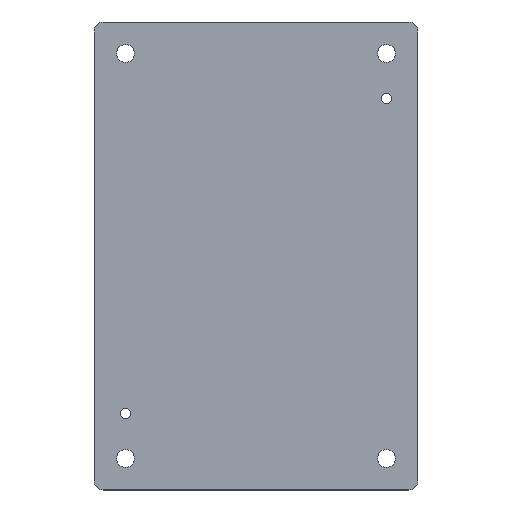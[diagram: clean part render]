
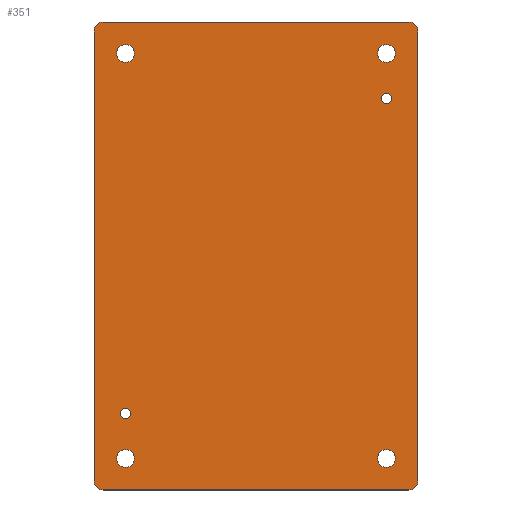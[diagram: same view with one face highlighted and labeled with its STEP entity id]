
A CAD part, top view. The second image highlights one B-rep face of the part: STEP entity #351.
In plain terms, the highlighted planar face has unit normal (0, 0, 1).
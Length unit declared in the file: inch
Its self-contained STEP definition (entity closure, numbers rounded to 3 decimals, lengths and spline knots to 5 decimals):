
#1 = ORIENTED_EDGE ( 'NONE', *, *, #372, .T. ) ;
#3 = AXIS2_PLACEMENT_3D ( 'NONE', #179, #537, #494 ) ;
#14 = CARTESIAN_POINT ( 'NONE',  ( 3.875, -5.625, 0. ) ) ;
#15 = CIRCLE ( 'NONE', #222, 0.25 ) ;
#20 = PLANE ( 'NONE',  #567 ) ;
#32 = LINE ( 'NONE', #130, #141 ) ;
#42 = DIRECTION ( 'NONE',  ( 0., 0., -1. ) ) ;
#47 = DIRECTION ( 'NONE',  ( 1., 0., 0. ) ) ;
#49 = CARTESIAN_POINT ( 'NONE',  ( -4.5, 6.25, 0. ) ) ;
#50 = AXIS2_PLACEMENT_3D ( 'NONE', #319, #405, #140 ) ;
#58 = EDGE_CURVE ( 'NONE', #156, #156, #386, .T. ) ;
#63 = ORIENTED_EDGE ( 'NONE', *, *, #503, .T. ) ;
#72 = DIRECTION ( 'NONE',  ( 0., 0., -1. ) ) ;
#73 = DIRECTION ( 'NONE',  ( 0., 0., 1. ) ) ;
#75 = EDGE_CURVE ( 'NONE', #475, #475, #451, .T. ) ;
#80 = ORIENTED_EDGE ( 'NONE', *, *, #509, .T. ) ;
#82 = EDGE_CURVE ( 'NONE', #555, #555, #411, .T. ) ;
#86 = CARTESIAN_POINT ( 'NONE',  ( 4.25, -6.5, 0. ) ) ;
#87 = CARTESIAN_POINT ( 'NONE',  ( -4.5, 0., 0. ) ) ;
#93 = EDGE_LOOP ( 'NONE', ( #498 ) ) ;
#109 = VERTEX_POINT ( 'NONE', #519 ) ;
#113 = CARTESIAN_POINT ( 'NONE',  ( -4.25, -6.5, 0. ) ) ;
#120 = EDGE_LOOP ( 'NONE', ( #520 ) ) ;
#122 = FACE_BOUND ( 'NONE', #472, .T. ) ;
#126 = EDGE_LOOP ( 'NONE', ( #174 ) ) ;
#128 = CARTESIAN_POINT ( 'NONE',  ( 4.5, -6.25, 0. ) ) ;
#130 = CARTESIAN_POINT ( 'NONE',  ( 0., 6.5, 0. ) ) ;
#134 = DIRECTION ( 'NONE',  ( 1., 0., 0. ) ) ;
#135 = DIRECTION ( 'NONE',  ( 1., 0., 0. ) ) ;
#139 = AXIS2_PLACEMENT_3D ( 'NONE', #295, #72, #135 ) ;
#140 = DIRECTION ( 'NONE',  ( 1., 0., 0. ) ) ;
#141 = VECTOR ( 'NONE', #214, 39.37008 ) ;
#148 = EDGE_CURVE ( 'NONE', #160, #160, #406, .T. ) ;
#151 = AXIS2_PLACEMENT_3D ( 'NONE', #226, #42, #363 ) ;
#152 = CARTESIAN_POINT ( 'NONE',  ( 4.5, 0., 0. ) ) ;
#155 = DIRECTION ( 'NONE',  ( 1., 0., 0. ) ) ;
#156 = VERTEX_POINT ( 'NONE', #335 ) ;
#157 = ORIENTED_EDGE ( 'NONE', *, *, #246, .T. ) ;
#160 = VERTEX_POINT ( 'NONE', #430 ) ;
#161 = VERTEX_POINT ( 'NONE', #276 ) ;
#163 = LINE ( 'NONE', #209, #356 ) ;
#173 = VECTOR ( 'NONE', #445, 39.37008 ) ;
#174 = ORIENTED_EDGE ( 'NONE', *, *, #82, .T. ) ;
#176 = DIRECTION ( 'NONE',  ( 1., 0., 0. ) ) ;
#178 = DIRECTION ( 'NONE',  ( 0., 0., 1. ) ) ;
#179 = CARTESIAN_POINT ( 'NONE',  ( -3.625, -5.625, 0. ) ) ;
#181 = EDGE_CURVE ( 'NONE', #381, #516, #15, .T. ) ;
#183 = EDGE_LOOP ( 'NONE', ( #80, #274, #157, #63, #575, #423, #253, #1 ) ) ;
#185 = CIRCLE ( 'NONE', #210, 0.25 ) ;
#196 = CIRCLE ( 'NONE', #277, 0.1405 ) ;
#198 = FACE_BOUND ( 'NONE', #93, .T. ) ;
#205 = EDGE_LOOP ( 'NONE', ( #565 ) ) ;
#206 = DIRECTION ( 'NONE',  ( 1., 0., 0. ) ) ;
#208 = VERTEX_POINT ( 'NONE', #86 ) ;
#209 = CARTESIAN_POINT ( 'NONE',  ( 0., -6.5, 0. ) ) ;
#210 = AXIS2_PLACEMENT_3D ( 'NONE', #313, #178, #134 ) ;
#212 = EDGE_CURVE ( 'NONE', #109, #109, #444, .T. ) ;
#214 = DIRECTION ( 'NONE',  ( -1., 0., 0. ) ) ;
#222 = AXIS2_PLACEMENT_3D ( 'NONE', #403, #311, #176 ) ;
#223 = DIRECTION ( 'NONE',  ( 1., 0., 0. ) ) ;
#226 = CARTESIAN_POINT ( 'NONE',  ( 3.625, -5.625, 0. ) ) ;
#237 = VERTEX_POINT ( 'NONE', #49 ) ;
#242 = CARTESIAN_POINT ( 'NONE',  ( 3.875, 5.625, 0. ) ) ;
#246 = EDGE_CURVE ( 'NONE', #516, #208, #163, .T. ) ;
#253 = ORIENTED_EDGE ( 'NONE', *, *, #462, .T. ) ;
#262 = ORIENTED_EDGE ( 'NONE', *, *, #58, .T. ) ;
#268 = AXIS2_PLACEMENT_3D ( 'NONE', #308, #269, #223 ) ;
#269 = DIRECTION ( 'NONE',  ( 0., 0., 1. ) ) ;
#274 = ORIENTED_EDGE ( 'NONE', *, *, #181, .T. ) ;
#276 = CARTESIAN_POINT ( 'NONE',  ( -4.25, 6.5, 0. ) ) ;
#277 = AXIS2_PLACEMENT_3D ( 'NONE', #389, #417, #206 ) ;
#282 = AXIS2_PLACEMENT_3D ( 'NONE', #443, #315, #47 ) ;
#291 = CARTESIAN_POINT ( 'NONE',  ( 4.25, 6.25, 0. ) ) ;
#294 = EDGE_CURVE ( 'NONE', #468, #427, #425, .T. ) ;
#295 = CARTESIAN_POINT ( 'NONE',  ( -3.625, -4.375, 0. ) ) ;
#299 = ORIENTED_EDGE ( 'NONE', *, *, #75, .T. ) ;
#300 = FACE_BOUND ( 'NONE', #333, .T. ) ;
#305 = EDGE_CURVE ( 'NONE', #332, #332, #196, .T. ) ;
#308 = CARTESIAN_POINT ( 'NONE',  ( -4.25, 6.25, 0. ) ) ;
#311 = DIRECTION ( 'NONE',  ( 0., 0., 1. ) ) ;
#313 = CARTESIAN_POINT ( 'NONE',  ( 4.25, -6.25, 0. ) ) ;
#315 = DIRECTION ( 'NONE',  ( 0., 0., -1. ) ) ;
#319 = CARTESIAN_POINT ( 'NONE',  ( 3.625, 5.625, 0. ) ) ;
#328 = CIRCLE ( 'NONE', #268, 0.25 ) ;
#329 = CIRCLE ( 'NONE', #492, 0.25 ) ;
#332 = VERTEX_POINT ( 'NONE', #390 ) ;
#333 = EDGE_LOOP ( 'NONE', ( #299 ) ) ;
#335 = CARTESIAN_POINT ( 'NONE',  ( -3.48435, -4.375, 0. ) ) ;
#350 = DIRECTION ( 'NONE',  ( 1., 0., 0. ) ) ;
#351 = ADVANCED_FACE ( 'NONE', ( #198, #518, #122, #300, #376, #421, #474 ), #20, .T. ) ;
#356 = VECTOR ( 'NONE', #155, 39.37008 ) ;
#363 = DIRECTION ( 'NONE',  ( 1., 0., 0. ) ) ;
#372 = EDGE_CURVE ( 'NONE', #161, #237, #328, .T. ) ;
#373 = DIRECTION ( 'NONE',  ( 0., 1., 0. ) ) ;
#376 = FACE_BOUND ( 'NONE', #205, .T. ) ;
#381 = VERTEX_POINT ( 'NONE', #399 ) ;
#386 = CIRCLE ( 'NONE', #139, 0.14065 ) ;
#389 = CARTESIAN_POINT ( 'NONE',  ( 3.625, 4.375, 0. ) ) ;
#390 = CARTESIAN_POINT ( 'NONE',  ( 3.7655, 4.375, 0. ) ) ;
#399 = CARTESIAN_POINT ( 'NONE',  ( -4.5, -6.25, 0. ) ) ;
#403 = CARTESIAN_POINT ( 'NONE',  ( -4.25, -6.25, 0. ) ) ;
#405 = DIRECTION ( 'NONE',  ( 0., 0., -1. ) ) ;
#406 = CIRCLE ( 'NONE', #282, 0.25 ) ;
#411 = CIRCLE ( 'NONE', #151, 0.25 ) ;
#417 = DIRECTION ( 'NONE',  ( 0., 0., -1. ) ) ;
#418 = VECTOR ( 'NONE', #373, 39.37008 ) ;
#420 = VERTEX_POINT ( 'NONE', #437 ) ;
#421 = FACE_BOUND ( 'NONE', #126, .T. ) ;
#423 = ORIENTED_EDGE ( 'NONE', *, *, #522, .T. ) ;
#425 = LINE ( 'NONE', #152, #418 ) ;
#427 = VERTEX_POINT ( 'NONE', #570 ) ;
#430 = CARTESIAN_POINT ( 'NONE',  ( -3.375, 5.625, 0. ) ) ;
#437 = CARTESIAN_POINT ( 'NONE',  ( 4.25, 6.5, 0. ) ) ;
#443 = CARTESIAN_POINT ( 'NONE',  ( -3.625, 5.625, 0. ) ) ;
#444 = CIRCLE ( 'NONE', #3, 0.25 ) ;
#445 = DIRECTION ( 'NONE',  ( 0., -1., 0. ) ) ;
#451 = CIRCLE ( 'NONE', #50, 0.25 ) ;
#462 = EDGE_CURVE ( 'NONE', #420, #161, #32, .T. ) ;
#467 = DIRECTION ( 'NONE',  ( 1., 0., 0. ) ) ;
#468 = VERTEX_POINT ( 'NONE', #128 ) ;
#472 = EDGE_LOOP ( 'NONE', ( #262 ) ) ;
#474 = FACE_OUTER_BOUND ( 'NONE', #183, .T. ) ;
#475 = VERTEX_POINT ( 'NONE', #242 ) ;
#489 = LINE ( 'NONE', #87, #173 ) ;
#492 = AXIS2_PLACEMENT_3D ( 'NONE', #291, #571, #467 ) ;
#494 = DIRECTION ( 'NONE',  ( 1., 0., 0. ) ) ;
#498 = ORIENTED_EDGE ( 'NONE', *, *, #212, .T. ) ;
#503 = EDGE_CURVE ( 'NONE', #208, #468, #185, .T. ) ;
#509 = EDGE_CURVE ( 'NONE', #237, #381, #489, .T. ) ;
#516 = VERTEX_POINT ( 'NONE', #113 ) ;
#518 = FACE_BOUND ( 'NONE', #120, .T. ) ;
#519 = CARTESIAN_POINT ( 'NONE',  ( -3.375, -5.625, 0. ) ) ;
#520 = ORIENTED_EDGE ( 'NONE', *, *, #305, .T. ) ;
#522 = EDGE_CURVE ( 'NONE', #427, #420, #329, .T. ) ;
#537 = DIRECTION ( 'NONE',  ( 0., 0., -1. ) ) ;
#555 = VERTEX_POINT ( 'NONE', #14 ) ;
#561 = CARTESIAN_POINT ( 'NONE',  ( 0., 0., 0. ) ) ;
#565 = ORIENTED_EDGE ( 'NONE', *, *, #148, .T. ) ;
#567 = AXIS2_PLACEMENT_3D ( 'NONE', #561, #73, #350 ) ;
#570 = CARTESIAN_POINT ( 'NONE',  ( 4.5, 6.25, 0. ) ) ;
#571 = DIRECTION ( 'NONE',  ( 0., 0., 1. ) ) ;
#575 = ORIENTED_EDGE ( 'NONE', *, *, #294, .T. ) ;
